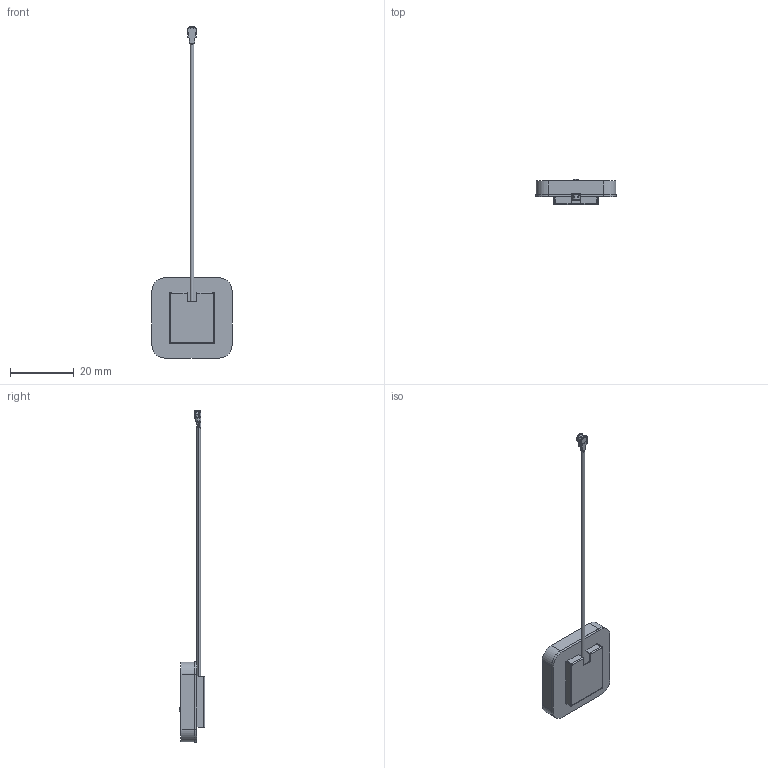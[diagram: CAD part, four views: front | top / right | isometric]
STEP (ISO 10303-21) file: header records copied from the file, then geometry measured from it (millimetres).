
FILE_DESCRIPTION (( 'STEP AP214' ), '1' );
FILE_NAME ('AGGP.25F.07.0060A_web.STEP', '2020-02-04T06:13:55', ( '' ), ( '' ), 'SwSTEP 2.0', 'SolidWorks 2017', '' );
FILE_SCHEMA (( 'AUTOMOTIVE_DESIGN' ));
Length unit declared in the file: millimetre
Products named in the file (2): AGGP.25F.07.0060A_web
Bounding box: 25.1 x 7.9 x 104 mm (x, y, z)
Surface area: 3149.9 mm2 (no closed solid volume)
Topology: 0 solids, 8 shells, 371 faces, 1319 edges, 897 vertices
Faces by surface type: plane 205, cylinder 89, bspline 75, sphere 2
Entity records: 20649 total; most frequent: CARTESIAN_POINT 6150, ORIENTED_EDGE 2162, DIRECTION 1839, EDGE_CURVE 1319, VERTEX_POINT 897, VECTOR 807, LINE 807, AXIS2_PLACEMENT_3D 516
